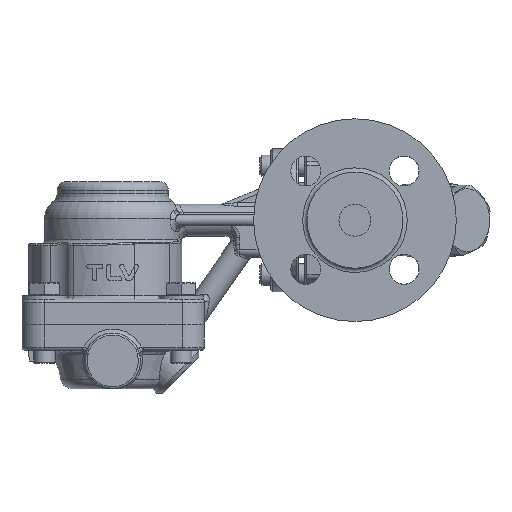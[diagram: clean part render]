
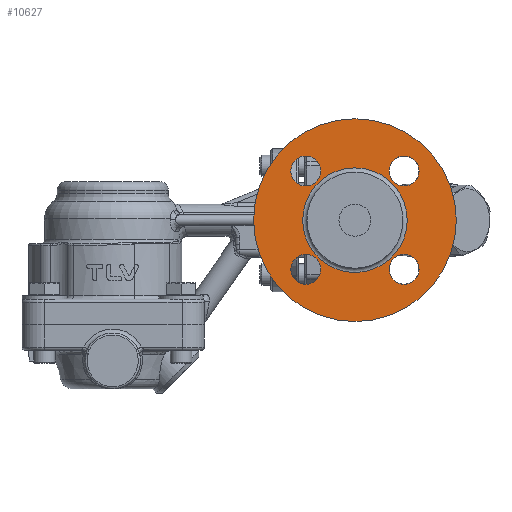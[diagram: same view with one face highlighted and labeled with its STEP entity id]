
A CAD part, front view. The second image highlights one B-rep face of the part: STEP entity #10627.
In plain terms, the highlighted planar face has unit normal (0, -1, 0).
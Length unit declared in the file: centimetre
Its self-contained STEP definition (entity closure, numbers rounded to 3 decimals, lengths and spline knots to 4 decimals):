
#2039=FACE_BOUND('',#3787,.T.);
#2040=FACE_BOUND('',#3788,.T.);
#2041=FACE_BOUND('',#3789,.T.);
#2042=FACE_BOUND('',#3790,.T.);
#2043=FACE_BOUND('',#3791,.T.);
#2950=FACE_OUTER_BOUND('',#3786,.T.);
#3786=EDGE_LOOP('',(#9698));
#3787=EDGE_LOOP('',(#9699));
#3788=EDGE_LOOP('',(#9700));
#3789=EDGE_LOOP('',(#9701));
#3790=EDGE_LOOP('',(#9702));
#3791=EDGE_LOOP('',(#9703));
#4408=CIRCLE('',#11873,4.75);
#4416=CIRCLE('',#11884,0.7);
#4417=CIRCLE('',#11885,0.7);
#4418=CIRCLE('',#11886,0.7);
#4419=CIRCLE('',#11887,0.7);
#4420=CIRCLE('',#11888,2.45);
#5333=VERTEX_POINT('',#23273);
#5341=VERTEX_POINT('',#23292);
#5342=VERTEX_POINT('',#23294);
#5343=VERTEX_POINT('',#23296);
#5344=VERTEX_POINT('',#23298);
#5345=VERTEX_POINT('',#23300);
#6794=EDGE_CURVE('',#5333,#5333,#4408,.T.);
#6802=EDGE_CURVE('',#5341,#5341,#4416,.T.);
#6803=EDGE_CURVE('',#5342,#5342,#4417,.T.);
#6804=EDGE_CURVE('',#5343,#5343,#4418,.T.);
#6805=EDGE_CURVE('',#5344,#5344,#4419,.T.);
#6806=EDGE_CURVE('',#5345,#5345,#4420,.T.);
#9698=ORIENTED_EDGE('',*,*,#6794,.F.);
#9699=ORIENTED_EDGE('',*,*,#6802,.T.);
#9700=ORIENTED_EDGE('',*,*,#6803,.T.);
#9701=ORIENTED_EDGE('',*,*,#6804,.T.);
#9702=ORIENTED_EDGE('',*,*,#6805,.T.);
#9703=ORIENTED_EDGE('',*,*,#6806,.F.);
#9952=PLANE('',#11883);
#10627=ADVANCED_FACE('',(#2950,#2039,#2040,#2041,#2042,#2043),#9952,.F.);
#11873=AXIS2_PLACEMENT_3D('',#23274,#14779,#14780);
#11883=AXIS2_PLACEMENT_3D('',#23291,#14799,#14800);
#11884=AXIS2_PLACEMENT_3D('',#23293,#14801,#14802);
#11885=AXIS2_PLACEMENT_3D('',#23295,#14803,#14804);
#11886=AXIS2_PLACEMENT_3D('',#23297,#14805,#14806);
#11887=AXIS2_PLACEMENT_3D('',#23299,#14807,#14808);
#11888=AXIS2_PLACEMENT_3D('',#23301,#14809,#14810);
#14779=DIRECTION('center_axis',(0.,1.,0.));
#14780=DIRECTION('ref_axis',(1.,0.,0.));
#14799=DIRECTION('center_axis',(0.,1.,0.));
#14800=DIRECTION('ref_axis',(1.,0.,0.));
#14801=DIRECTION('center_axis',(0.,1.,0.));
#14802=DIRECTION('ref_axis',(0.,0.,
1.));
#14803=DIRECTION('center_axis',(0.,1.,0.));
#14804=DIRECTION('ref_axis',(-1.,0.,0.));
#14805=DIRECTION('center_axis',(0.,1.,0.));
#14806=DIRECTION('ref_axis',(0.,0.,
-1.));
#14807=DIRECTION('center_axis',(0.,1.,0.));
#14808=DIRECTION('ref_axis',(1.,0.,0.));
#14809=DIRECTION('center_axis',(0.,-1.,0.));
#14810=DIRECTION('ref_axis',(1.,0.,0.));
#23273=CARTESIAN_POINT('',(3.7759,0.2571,-2.2379));
#23274=CARTESIAN_POINT('Origin',(8.5259,0.2571,-2.2379));
#23291=CARTESIAN_POINT('Origin',(8.5259,0.2571,-2.2379));
#23292=CARTESIAN_POINT('',(6.2223,0.2571,-0.6342));
#23293=CARTESIAN_POINT('Origin',(6.2223,0.2571,0.0658));
#23294=CARTESIAN_POINT('',(6.9223,0.2571,-4.5415));
#23295=CARTESIAN_POINT('Origin',(6.2223,0.2571,-4.5415));
#23296=CARTESIAN_POINT('',(10.8296,0.2571,-3.8415));
#23297=CARTESIAN_POINT('Origin',(10.8296,0.2571,-4.5415));
#23298=CARTESIAN_POINT('',(10.1296,0.2571,0.0658));
#23299=CARTESIAN_POINT('Origin',(10.8296,0.2571,0.0658));
#23300=CARTESIAN_POINT('',(6.0759,0.2571,-2.2379));
#23301=CARTESIAN_POINT('Origin',(8.5259,0.2571,-2.2379));
